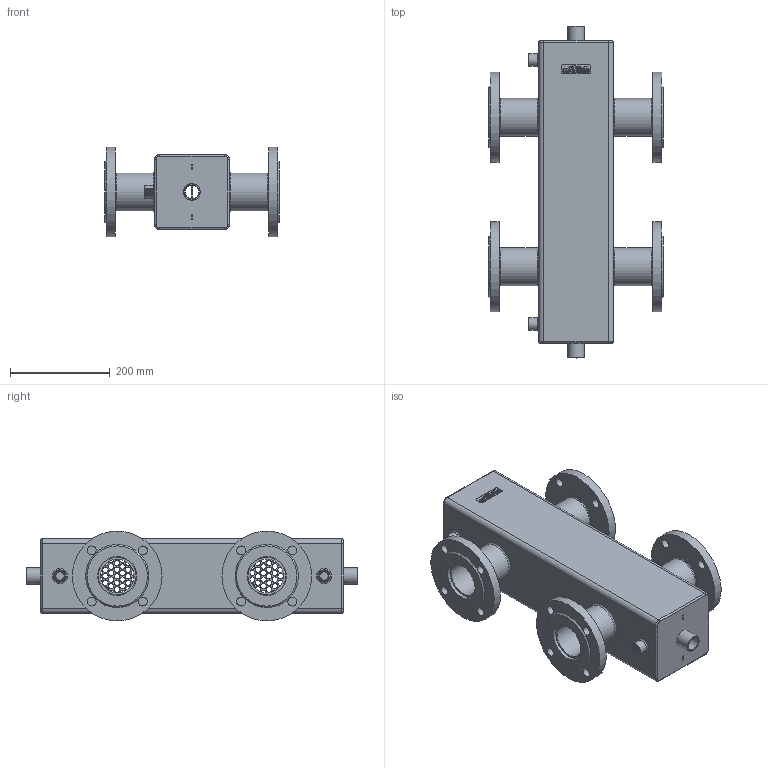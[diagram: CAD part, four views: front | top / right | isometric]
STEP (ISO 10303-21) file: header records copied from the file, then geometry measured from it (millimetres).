
FILE_DESCRIPTION(('STEP AP203'), '1');
FILE_NAME('GRSS-400-65.18', '', ('UNSPECIFIED'), ('UNSPECIFIED'), 'ASCON STEP Converter 1.6', 'ASCON Math Kernel', '');
FILE_SCHEMA(('CONFIG_CONTROL_DESIGN'));
Length unit declared in the file: millimetre
Bounding box: 350 x 666 x 180 mm (x, y, z)
Volume: 3838112.1 mm3; surface area: 1306985.4 mm2
Topology: 1 solids, 1 shells, 706 faces, 1962 edges, 1292 vertices
Faces by surface type: cylinder 299, plane 186, bspline 177, cone 26, torus 18
Full cylindrical faces by diameter (mm): 11 x210, 18 x16, 24 x2, 25 x2, 27.5 x2, 30 x2, 33.5 x2, 67.5 x4, 72 x4, 75.5 x8, 78 x4, 180 x4
Entity records: 49876 total; most frequent: CARTESIAN_POINT 27314, ORIENTED_EDGE 3324, DIRECTION 2838, EDGE_CURVE 1662, EDGE_LOOP 1516, VERTEX_POINT 1288, AXIS2_PLACEMENT_3D 1186, FACE_BOUND 978
